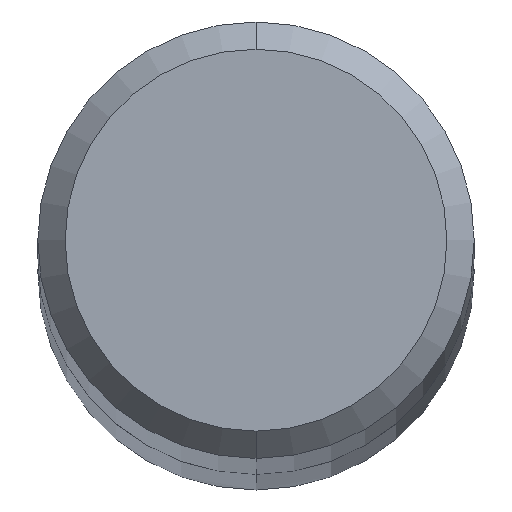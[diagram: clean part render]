
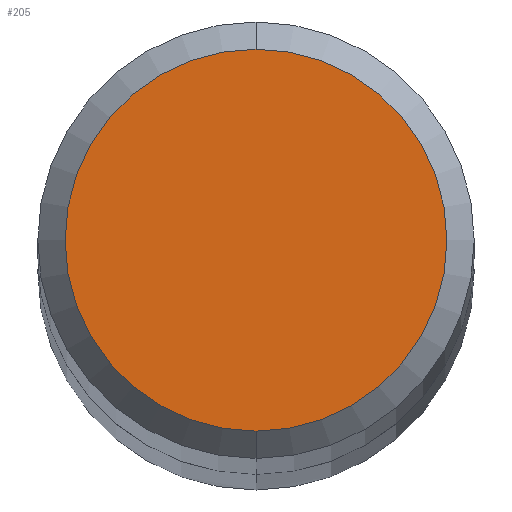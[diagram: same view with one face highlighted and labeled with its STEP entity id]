
A CAD part, top view. The second image highlights one B-rep face of the part: STEP entity #205.
In plain terms, the highlighted planar face has unit normal (0, 0, 1).
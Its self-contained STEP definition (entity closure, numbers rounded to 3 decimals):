
#173=EDGE_CURVE('',#365,#291,#434,.T.);
#205=ADVANCED_FACE('',(#469),#470,.T.);
#291=VERTEX_POINT('',#567);
#365=VERTEX_POINT('',#646);
#375=EDGE_CURVE('',#291,#365,#656,.T.);
#434=CIRCLE('',#716,2.1);
#469=FACE_OUTER_BOUND('',#809,.T.);
#470=PLANE('',#810);
#567=CARTESIAN_POINT('',(0.0,2.1,98.0));
#646=CARTESIAN_POINT('',(0.,-2.1,98.0));
#656=CIRCLE('',#1243,2.1);
#716=AXIS2_PLACEMENT_3D('',#1302,#1303,#1304);
#809=EDGE_LOOP('',(#1339,#1340));
#810=AXIS2_PLACEMENT_3D('',#1341,#1342,#1343);
#1243=AXIS2_PLACEMENT_3D('',#1536,#1537,#1538);
#1302=CARTESIAN_POINT('',(0.0,0.0,98.0));
#1303=DIRECTION('',(0.0,0.0,-1.0));
#1304=DIRECTION('',(0.0,1.0,0.0));
#1339=ORIENTED_EDGE('',*,*,#375,.F.);
#1340=ORIENTED_EDGE('',*,*,#173,.F.);
#1341=CARTESIAN_POINT('',(0.0,1.05,98.0));
#1342=DIRECTION('',(-0.0,0.0,1.0));
#1343=DIRECTION('',(0.0,-1.0,0.0));
#1536=CARTESIAN_POINT('',(0.0,0.0,98.0));
#1537=DIRECTION('',(0.0,0.0,-1.0));
#1538=DIRECTION('',(0.0,1.0,0.0));
